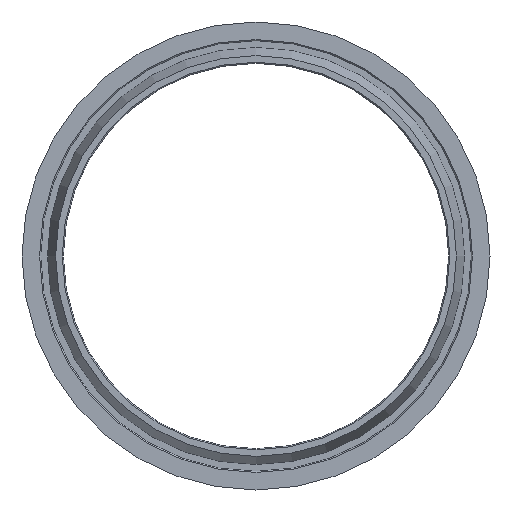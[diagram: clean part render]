
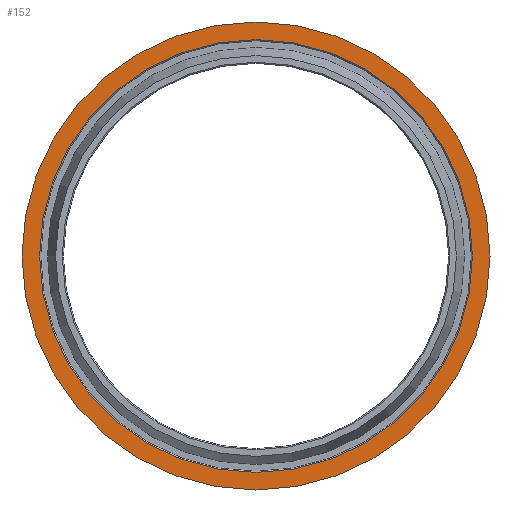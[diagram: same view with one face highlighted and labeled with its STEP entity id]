
A CAD part, left-side view. The second image highlights one B-rep face of the part: STEP entity #152.
In plain terms, the highlighted planar face has unit normal (-1, 0, 0).
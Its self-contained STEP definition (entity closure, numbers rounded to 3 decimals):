
#152=ADVANCED_FACE('',(#278,#280),#282,.T.);
#278=FACE_BOUND('',#279,.T.);
#279=EDGE_LOOP('',(#327));
#280=FACE_BOUND('',#281,.T.);
#281=EDGE_LOOP('',(#328));
#282=PLANE('',#283);
#283=AXIS2_PLACEMENT_3D('',#284,#285,#286);
#284=CARTESIAN_POINT('',(-19.973,0.,0.));
#285=DIRECTION('',(-1.,0.,0.));
#286=DIRECTION('',(0.,0.,1.));
#327=ORIENTED_EDGE('',*,*,#345,.T.);
#328=ORIENTED_EDGE('',*,*,#344,.F.);
#344=EDGE_CURVE('',#369,#369,#370,.T.);
#345=EDGE_CURVE('',#371,#371,#372,.T.);
#369=VERTEX_POINT('',#430);
#370=CIRCLE('',#431,95.5);
#371=VERTEX_POINT('',#435);
#372=CIRCLE('',#436,103.25);
#430=CARTESIAN_POINT('',(-19.973,0.,95.5));
#431=AXIS2_PLACEMENT_3D('',#432,#433,#434);
#432=CARTESIAN_POINT('',(-19.973,0.,0.));
#433=DIRECTION('',(-1.,0.,0.));
#434=DIRECTION('',(0.,0.,1.));
#435=CARTESIAN_POINT('',(-19.973,0.,103.25));
#436=AXIS2_PLACEMENT_3D('',#437,#438,#439);
#437=CARTESIAN_POINT('',(-19.973,0.,0.));
#438=DIRECTION('',(-1.,0.,0.));
#439=DIRECTION('',(0.,0.,1.));
